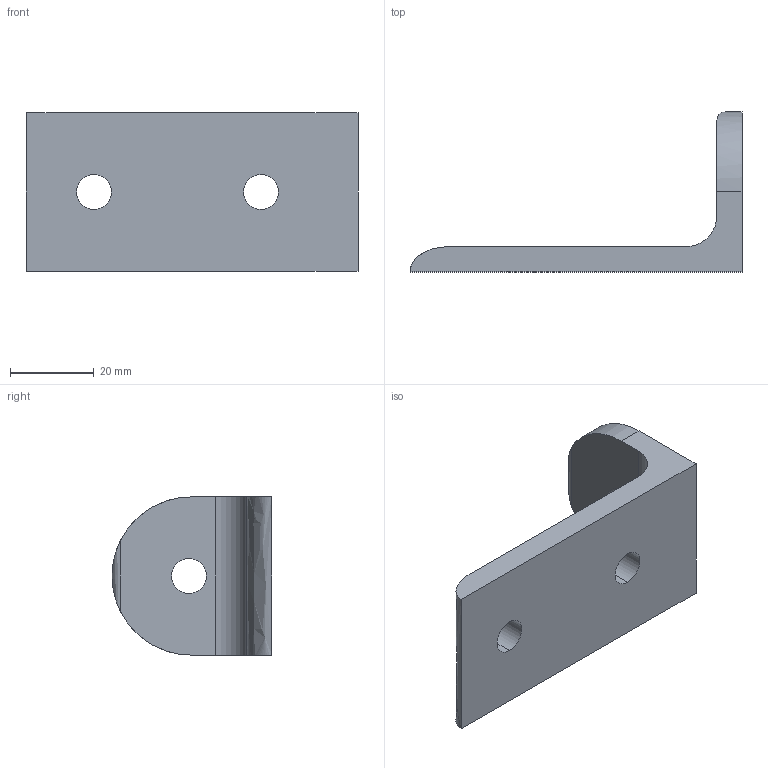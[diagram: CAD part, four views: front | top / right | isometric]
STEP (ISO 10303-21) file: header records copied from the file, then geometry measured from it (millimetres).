
FILE_DESCRIPTION (( 'STEP AP214' ), '1' );
FILE_NAME ('A458 Ïîâîðîòíûé óãîëîê, ïàç 8.STEP', '2022-02-02T08:36:14', ( 'Ïîëüçîâàòåëü Windows' ), ( '' ), 'SwSTEP 2.0', 'SolidWorks 2021', '' );
FILE_SCHEMA (( 'AUTOMOTIVE_DESIGN' ));
Length unit declared in the file: millimetre
Products named in the file (1): A458 Ïîâîðîòíûé óãîëîê, ïàç 8
Bounding box: 79.5 x 38.3 x 37.9 mm (x, y, z)
Volume: 23514.8 mm3; surface area: 9759.4 mm2
Topology: 1 solids, 1 shells, 17 faces, 45 edges, 30 vertices
Faces by surface type: cylinder 10, plane 6, bspline 1
Entity records: 668 total; most frequent: CARTESIAN_POINT 194, DIRECTION 91, ORIENTED_EDGE 90, EDGE_CURVE 45, AXIS2_PLACEMENT_3D 35, VERTEX_POINT 30, EDGE_LOOP 23, LINE 21
